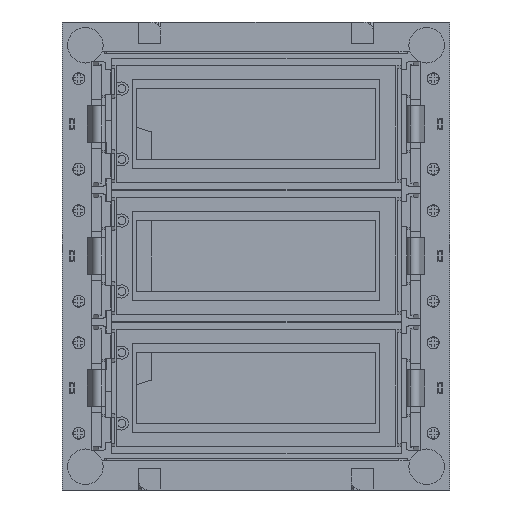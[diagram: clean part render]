
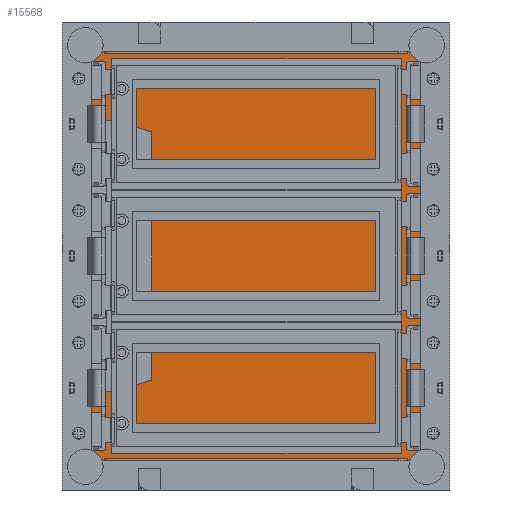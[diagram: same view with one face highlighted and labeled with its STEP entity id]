
A CAD part, front view. The second image highlights one B-rep face of the part: STEP entity #15568.
In plain terms, the highlighted face is planar.
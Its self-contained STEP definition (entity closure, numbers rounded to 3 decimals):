
#15160=CARTESIAN_POINT('Vertex',(-115.25,167.672,0.4)) ;
#15195=CARTESIAN_POINT('Vertex',(-129.25,167.672,0.4)) ;
#15198=CARTESIAN_POINT('Line Origine',(-122.25,167.672,0.4)) ;
#15224=CARTESIAN_POINT('Vertex',(-115.25,-31.3,0.4)) ;
#15232=CARTESIAN_POINT('Line Origine',(-115.25,68.186,0.4)) ;
#15467=CARTESIAN_POINT('Axis2P3D Location',(0.,167.55,0.4)) ;
#15472=CARTESIAN_POINT('Line Origine',(-76.5,62.125,0.4)) ;
#15476=CARTESIAN_POINT('Vertex',(-76.5,141.55,0.4)) ;
#15478=CARTESIAN_POINT('Vertex',(-76.5,168.55,0.4)) ;
#15482=CARTESIAN_POINT('Control Point',(-76.5,141.55,0.4)) ;
#15483=CARTESIAN_POINT('Control Point',(-70.003,120.3,0.4)) ;
#15484=CARTESIAN_POINT('Vertex',(-70.003,120.3,0.4)) ;
#15487=CARTESIAN_POINT('Line Origine',(0.,120.3,0.4)) ;
#15491=CARTESIAN_POINT('Vertex',(70.003,120.3,0.4)) ;
#15495=CARTESIAN_POINT('Control Point',(76.5,141.55,0.4)) ;
#15496=CARTESIAN_POINT('Control Point',(70.003,120.3,0.4)) ;
#15497=CARTESIAN_POINT('Vertex',(76.5,141.55,0.4)) ;
#15500=CARTESIAN_POINT('Line Origine',(76.5,62.125,0.4)) ;
#15504=CARTESIAN_POINT('Vertex',(76.5,168.55,0.4)) ;
#15507=CARTESIAN_POINT('Line Origine',(0.,168.55,0.4)) ;
#15511=CARTESIAN_POINT('Vertex',(129.25,168.55,0.4)) ;
#15514=CARTESIAN_POINT('Line Origine',(129.25,62.125,0.4)) ;
#15518=CARTESIAN_POINT('Vertex',(129.25,167.672,0.4)) ;
#15521=CARTESIAN_POINT('Line Origine',(0.,167.672,0.4)) ;
#15525=CARTESIAN_POINT('Vertex',(115.25,167.672,0.4)) ;
#15528=CARTESIAN_POINT('Line Origine',(115.25,62.125,0.4)) ;
#15532=CARTESIAN_POINT('Vertex',(115.25,-31.3,0.4)) ;
#15535=CARTESIAN_POINT('Line Origine',(0.,-31.3,0.4)) ;
#15540=CARTESIAN_POINT('Line Origine',(-129.25,62.125,0.4)) ;
#15544=CARTESIAN_POINT('Vertex',(-129.25,168.55,0.4)) ;
#15547=CARTESIAN_POINT('Line Origine',(0.,168.55,0.4)) ;
#15200=VECTOR('Line Direction',#15199,1.) ;
#15234=VECTOR('Line Direction',#15233,1.) ;
#15474=VECTOR('Line Direction',#15473,1.) ;
#15489=VECTOR('Line Direction',#15488,1.) ;
#15502=VECTOR('Line Direction',#15501,1.) ;
#15509=VECTOR('Line Direction',#15508,1.) ;
#15516=VECTOR('Line Direction',#15515,1.) ;
#15523=VECTOR('Line Direction',#15522,1.) ;
#15530=VECTOR('Line Direction',#15529,1.) ;
#15537=VECTOR('Line Direction',#15536,1.) ;
#15542=VECTOR('Line Direction',#15541,1.) ;
#15549=VECTOR('Line Direction',#15548,1.) ;
#15199=DIRECTION('Vector Direction',(-1.,0.,0.)) ;
#15233=DIRECTION('Vector Direction',(0.,1.,0.)) ;
#15468=DIRECTION('Axis2P3D Direction',(-0.,0.,1.)) ;
#15469=DIRECTION('Axis2P3D XDirection',(0.,-1.,0.)) ;
#15473=DIRECTION('Vector Direction',(0.,-1.,0.)) ;
#15488=DIRECTION('Vector Direction',(1.,0.,0.)) ;
#15501=DIRECTION('Vector Direction',(0.,-1.,0.)) ;
#15508=DIRECTION('Vector Direction',(1.,0.,0.)) ;
#15515=DIRECTION('Vector Direction',(0.,-1.,0.)) ;
#15522=DIRECTION('Vector Direction',(1.,0.,0.)) ;
#15529=DIRECTION('Vector Direction',(0.,-1.,0.)) ;
#15536=DIRECTION('Vector Direction',(1.,0.,0.)) ;
#15541=DIRECTION('Vector Direction',(0.,-1.,0.)) ;
#15548=DIRECTION('Vector Direction',(1.,0.,0.)) ;
#15470=AXIS2_PLACEMENT_3D('Plane Axis2P3D',#15467,#15468,#15469) ;
#15201=LINE('Line',#15198,#15200) ;
#15235=LINE('Line',#15232,#15234) ;
#15475=LINE('Line',#15472,#15474) ;
#15490=LINE('Line',#15487,#15489) ;
#15503=LINE('Line',#15500,#15502) ;
#15510=LINE('Line',#15507,#15509) ;
#15517=LINE('Line',#15514,#15516) ;
#15524=LINE('Line',#15521,#15523) ;
#15531=LINE('Line',#15528,#15530) ;
#15538=LINE('Line',#15535,#15537) ;
#15543=LINE('Line',#15540,#15542) ;
#15550=LINE('Line',#15547,#15549) ;
#15471=PLANE('',#15470) ;
#15202=EDGE_CURVE('',#15161,#15196,#15201,.T.) ;
#15236=EDGE_CURVE('',#15225,#15161,#15235,.T.) ;
#15480=EDGE_CURVE('',#15477,#15479,#15475,.F.) ;
#15486=EDGE_CURVE('',#15485,#15477,#15481,.F.) ;
#15493=EDGE_CURVE('',#15492,#15485,#15490,.F.) ;
#15499=EDGE_CURVE('',#15498,#15492,#15494,.T.) ;
#15506=EDGE_CURVE('',#15505,#15498,#15503,.T.) ;
#15513=EDGE_CURVE('',#15512,#15505,#15510,.F.) ;
#15520=EDGE_CURVE('',#15519,#15512,#15517,.F.) ;
#15527=EDGE_CURVE('',#15519,#15526,#15524,.F.) ;
#15534=EDGE_CURVE('',#15526,#15533,#15531,.T.) ;
#15539=EDGE_CURVE('',#15225,#15533,#15538,.T.) ;
#15546=EDGE_CURVE('',#15545,#15196,#15543,.T.) ;
#15551=EDGE_CURVE('',#15479,#15545,#15550,.F.) ;
#15553=ORIENTED_EDGE('',*,*,#15480,.F.) ;
#15554=ORIENTED_EDGE('',*,*,#15486,.F.) ;
#15555=ORIENTED_EDGE('',*,*,#15493,.F.) ;
#15556=ORIENTED_EDGE('',*,*,#15499,.F.) ;
#15557=ORIENTED_EDGE('',*,*,#15506,.F.) ;
#15558=ORIENTED_EDGE('',*,*,#15513,.F.) ;
#15559=ORIENTED_EDGE('',*,*,#15520,.F.) ;
#15560=ORIENTED_EDGE('',*,*,#15527,.T.) ;
#15561=ORIENTED_EDGE('',*,*,#15534,.T.) ;
#15562=ORIENTED_EDGE('',*,*,#15539,.F.) ;
#15563=ORIENTED_EDGE('',*,*,#15236,.T.) ;
#15564=ORIENTED_EDGE('',*,*,#15202,.T.) ;
#15565=ORIENTED_EDGE('',*,*,#15546,.F.) ;
#15566=ORIENTED_EDGE('',*,*,#15551,.F.) ;
#15552=EDGE_LOOP('',(#15553,#15554,#15555,#15556,#15557,#15558,#15559,#15560,#15561,#15562,#15563,#15564,#15565,#15566)) ;
#15161=VERTEX_POINT('',#15160) ;
#15196=VERTEX_POINT('',#15195) ;
#15225=VERTEX_POINT('',#15224) ;
#15477=VERTEX_POINT('',#15476) ;
#15479=VERTEX_POINT('',#15478) ;
#15485=VERTEX_POINT('',#15484) ;
#15492=VERTEX_POINT('',#15491) ;
#15498=VERTEX_POINT('',#15497) ;
#15505=VERTEX_POINT('',#15504) ;
#15512=VERTEX_POINT('',#15511) ;
#15519=VERTEX_POINT('',#15518) ;
#15526=VERTEX_POINT('',#15525) ;
#15533=VERTEX_POINT('',#15532) ;
#15545=VERTEX_POINT('',#15544) ;
#15568=ADVANCED_FACE('Corps principal',(#15567),#15471,.F.) ;
#15481=B_SPLINE_CURVE_WITH_KNOTS('',1,(#15482,#15483),.UNSPECIFIED.,.F.,.U.,(2,2),(-11.11,11.11),.UNSPECIFIED.) ;
#15494=B_SPLINE_CURVE_WITH_KNOTS('',1,(#15495,#15496),.UNSPECIFIED.,.F.,.U.,(2,2),(-11.11,11.11),.UNSPECIFIED.) ;
#15567=FACE_OUTER_BOUND('',#15552,.T.) ;
